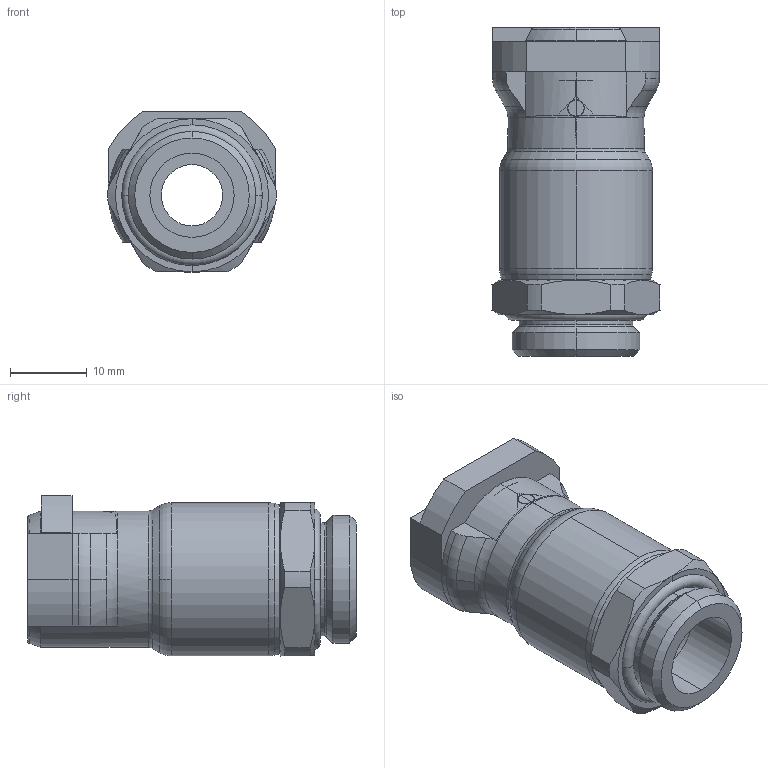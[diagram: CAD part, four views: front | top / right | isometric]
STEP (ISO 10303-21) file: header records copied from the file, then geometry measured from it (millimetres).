
FILE_DESCRIPTION(('STEP AP214'),'1');
FILE_NAME('7921_07_17.stp','2016-07-07T14:34:55',('TraceParts'),('TraceParts S.A.'),'Spatial InterOp 3D',' ',' ');
FILE_SCHEMA(('automotive_design'));
Length unit declared in the file: millimetre
Products named in the file (1): 1
Bounding box: 21.99 x 42.95 x 21.02 mm (x, y, z)
Volume: 8012.9 mm3; surface area: 5378.7 mm2
Topology: 1 solids, 1 shells, 173 faces, 468 edges, 304 vertices
Faces by surface type: plane 64, cylinder 52, cone 30, torus 27
Entity records: 5950 total; most frequent: CARTESIAN_POINT 1519, DIRECTION 975, ORIENTED_EDGE 936, EDGE_CURVE 468, AXIS2_PLACEMENT_3D 399, VERTEX_POINT 304, CIRCLE 209, EDGE_LOOP 184
